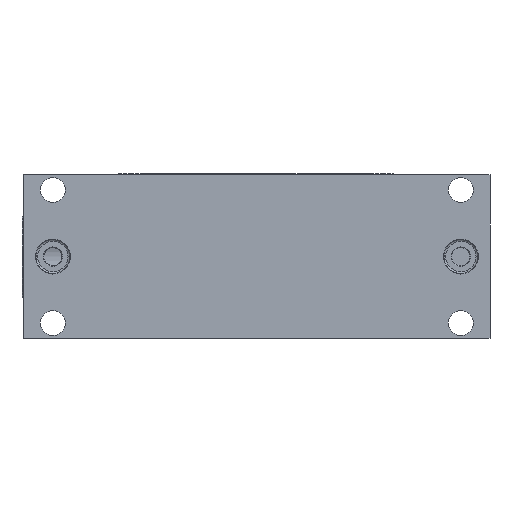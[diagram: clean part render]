
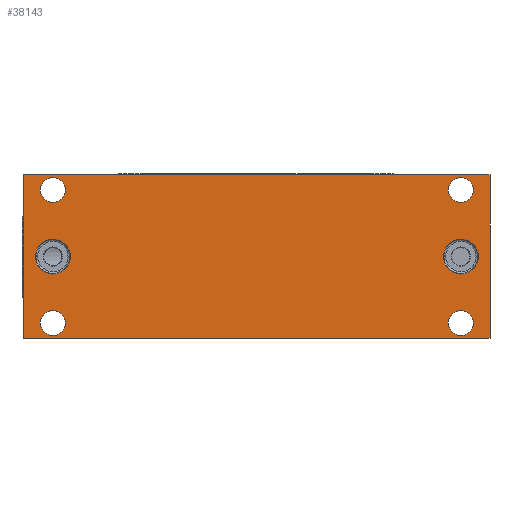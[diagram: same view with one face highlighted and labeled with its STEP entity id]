
A CAD part, front view. The second image highlights one B-rep face of the part: STEP entity #38143.
In plain terms, the highlighted planar face has unit normal (0, -1, 0).
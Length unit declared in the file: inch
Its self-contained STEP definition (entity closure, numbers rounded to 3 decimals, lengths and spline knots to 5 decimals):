
#36871=DIRECTION('',(0.,0.,-1.));
#36872=VECTOR('',#36871,1.45);
#36873=CARTESIAN_POINT('',(-2.07,-0.5,0.725));
#36874=LINE('',#36873,#36872);
#37031=DIRECTION('',(1.,0.,0.));
#37032=VECTOR('',#37031,4.14);
#37033=CARTESIAN_POINT('',(-2.07,-0.5,-0.725));
#37034=LINE('',#37033,#37032);
#37035=DIRECTION('',(1.,0.,0.));
#37036=VECTOR('',#37035,4.14);
#37037=CARTESIAN_POINT('',(-2.07,-0.5,0.725));
#37038=LINE('',#37037,#37036);
#37039=CARTESIAN_POINT('',(-1.811,-0.5,0.591));
#37040=DIRECTION('',(0.,1.,0.));
#37041=DIRECTION('',(1.,0.,0.));
#37042=AXIS2_PLACEMENT_3D('',#37039,#37040,#37041);
#37044=CARTESIAN_POINT('',(-1.811,-0.5,0.591));
#37045=DIRECTION('',(0.,1.,0.));
#37046=DIRECTION('',(-1.,0.,0.));
#37047=AXIS2_PLACEMENT_3D('',#37044,#37045,#37046);
#37049=CARTESIAN_POINT('',(-1.811,-0.5,-0.5905));
#37050=DIRECTION('',(0.,1.,0.));
#37051=DIRECTION('',(1.,0.,0.));
#37052=AXIS2_PLACEMENT_3D('',#37049,#37050,#37051);
#37054=CARTESIAN_POINT('',(-1.811,-0.5,-0.5905));
#37055=DIRECTION('',(0.,1.,0.));
#37056=DIRECTION('',(-1.,0.,0.));
#37057=AXIS2_PLACEMENT_3D('',#37054,#37055,#37056);
#37059=CARTESIAN_POINT('',(1.811,-0.5,0.591));
#37060=DIRECTION('',(0.,-1.,0.));
#37061=DIRECTION('',(-1.,0.,0.));
#37062=AXIS2_PLACEMENT_3D('',#37059,#37060,#37061);
#37064=CARTESIAN_POINT('',(1.811,-0.5,0.591));
#37065=DIRECTION('',(0.,-1.,0.));
#37066=DIRECTION('',(1.,0.,0.));
#37067=AXIS2_PLACEMENT_3D('',#37064,#37065,#37066);
#37069=CARTESIAN_POINT('',(1.811,-0.5,-0.5905));
#37070=DIRECTION('',(0.,-1.,0.));
#37071=DIRECTION('',(-1.,0.,0.));
#37072=AXIS2_PLACEMENT_3D('',#37069,#37070,#37071);
#37074=CARTESIAN_POINT('',(1.811,-0.5,-0.5905));
#37075=DIRECTION('',(0.,-1.,0.));
#37076=DIRECTION('',(1.,0.,0.));
#37077=AXIS2_PLACEMENT_3D('',#37074,#37075,#37076);
#37079=CARTESIAN_POINT('',(-1.811,-0.5,0.));
#37080=DIRECTION('',(0.,1.,0.));
#37081=DIRECTION('',(-1.,0.,0.));
#37082=AXIS2_PLACEMENT_3D('',#37079,#37080,#37081);
#37084=CARTESIAN_POINT('',(-1.811,-0.5,0.));
#37085=DIRECTION('',(0.,1.,0.));
#37086=DIRECTION('',(1.,0.,0.));
#37087=AXIS2_PLACEMENT_3D('',#37084,#37085,#37086);
#37089=CARTESIAN_POINT('',(1.811,-0.5,0.));
#37090=DIRECTION('',(0.,1.,0.));
#37091=DIRECTION('',(-1.,0.,0.));
#37092=AXIS2_PLACEMENT_3D('',#37089,#37090,#37091);
#37094=CARTESIAN_POINT('',(1.811,-0.5,0.));
#37095=DIRECTION('',(0.,1.,0.));
#37096=DIRECTION('',(1.,0.,0.));
#37097=AXIS2_PLACEMENT_3D('',#37094,#37095,#37096);
#37111=DIRECTION('',(0.,0.,-1.));
#37112=VECTOR('',#37111,1.45);
#37113=CARTESIAN_POINT('',(2.07,-0.5,0.725));
#37114=LINE('',#37113,#37112);
#37727=CARTESIAN_POINT('',(-2.07,-0.5,0.725));
#37729=VERTEX_POINT('',#37727);
#37730=CARTESIAN_POINT('',(-2.07,-0.5,-0.725));
#37731=VERTEX_POINT('',#37730);
#37735=CARTESIAN_POINT('',(2.07,-0.5,0.725));
#37737=VERTEX_POINT('',#37735);
#37738=CARTESIAN_POINT('',(2.07,-0.5,-0.725));
#37739=VERTEX_POINT('',#37738);
#37742=CARTESIAN_POINT('',(-1.7005,-0.5,0.591));
#37743=CARTESIAN_POINT('',(-1.9215,-0.5,0.591));
#37744=VERTEX_POINT('',#37742);
#37745=VERTEX_POINT('',#37743);
#37746=CARTESIAN_POINT('',(-1.7005,-0.5,-0.5905));
#37747=CARTESIAN_POINT('',(-1.9215,-0.5,-0.5905));
#37748=VERTEX_POINT('',#37746);
#37749=VERTEX_POINT('',#37747);
#37759=CARTESIAN_POINT('',(1.7005,-0.5,0.591));
#37761=VERTEX_POINT('',#37759);
#37763=CARTESIAN_POINT('',(1.9215,-0.5,0.591));
#37765=VERTEX_POINT('',#37763);
#37767=CARTESIAN_POINT('',(1.7005,-0.5,-0.5905));
#37769=VERTEX_POINT('',#37767);
#37771=CARTESIAN_POINT('',(1.9215,-0.5,-0.5905));
#37773=VERTEX_POINT('',#37771);
#37920=CARTESIAN_POINT('',(-1.966,-0.5,0.));
#37921=CARTESIAN_POINT('',(-1.656,-0.5,0.));
#37922=VERTEX_POINT('',#37920);
#37923=VERTEX_POINT('',#37921);
#37936=CARTESIAN_POINT('',(1.656,-0.5,0.));
#37937=CARTESIAN_POINT('',(1.966,-0.5,0.));
#37938=VERTEX_POINT('',#37936);
#37939=VERTEX_POINT('',#37937);
#38095=CARTESIAN_POINT('',(-2.07,-0.5,0.725));
#38096=DIRECTION('',(0.,-1.,0.));
#38097=DIRECTION('',(0.,0.,-1.));
#38098=AXIS2_PLACEMENT_3D('',#38095,#38096,#38097);
#38099=PLANE('',#38098);
#38100=ORIENTED_EDGE('',*,*,#37959,.F.);
#38101=ORIENTED_EDGE('',*,*,#37984,.T.);
#38103=ORIENTED_EDGE('',*,*,#38102,.T.);
#38104=ORIENTED_EDGE('',*,*,#38087,.F.);
#38105=EDGE_LOOP('',(#38100,#38101,#38103,#38104));
#38106=FACE_OUTER_BOUND('',#38105,.F.);
#38108=ORIENTED_EDGE('',*,*,#38107,.F.);
#38110=ORIENTED_EDGE('',*,*,#38109,.F.);
#38111=EDGE_LOOP('',(#38108,#38110));
#38112=FACE_BOUND('',#38111,.F.);
#38114=ORIENTED_EDGE('',*,*,#38113,.F.);
#38116=ORIENTED_EDGE('',*,*,#38115,.F.);
#38117=EDGE_LOOP('',(#38114,#38116));
#38118=FACE_BOUND('',#38117,.F.);
#38120=ORIENTED_EDGE('',*,*,#38119,.T.);
#38122=ORIENTED_EDGE('',*,*,#38121,.T.);
#38123=EDGE_LOOP('',(#38120,#38122));
#38124=FACE_BOUND('',#38123,.F.);
#38126=ORIENTED_EDGE('',*,*,#38125,.T.);
#38128=ORIENTED_EDGE('',*,*,#38127,.T.);
#38129=EDGE_LOOP('',(#38126,#38128));
#38130=FACE_BOUND('',#38129,.F.);
#38132=ORIENTED_EDGE('',*,*,#38131,.F.);
#38134=ORIENTED_EDGE('',*,*,#38133,.F.);
#38135=EDGE_LOOP('',(#38132,#38134));
#38136=FACE_BOUND('',#38135,.F.);
#38138=ORIENTED_EDGE('',*,*,#38137,.F.);
#38140=ORIENTED_EDGE('',*,*,#38139,.F.);
#38141=EDGE_LOOP('',(#38138,#38140));
#38142=FACE_BOUND('',#38141,.F.);
#38143=ADVANCED_FACE('',(#38106,#38112,#38118,#38124,#38130,#38136,#38142),
#38099,.T.);
#37043=CIRCLE('',#37042,0.1105);
#37048=CIRCLE('',#37047,0.1105);
#37053=CIRCLE('',#37052,0.1105);
#37058=CIRCLE('',#37057,0.1105);
#37063=CIRCLE('',#37062,0.1105);
#37068=CIRCLE('',#37067,0.1105);
#37073=CIRCLE('',#37072,0.1105);
#37078=CIRCLE('',#37077,0.1105);
#37083=CIRCLE('',#37082,0.155);
#37088=CIRCLE('',#37087,0.155);
#37093=CIRCLE('',#37092,0.155);
#37098=CIRCLE('',#37097,0.155);
#37959=EDGE_CURVE('',#37729,#37731,#36874,.T.);
#37984=EDGE_CURVE('',#37729,#37737,#37038,.T.);
#38087=EDGE_CURVE('',#37731,#37739,#37034,.T.);
#38102=EDGE_CURVE('',#37737,#37739,#37114,.T.);
#38107=EDGE_CURVE('',#37744,#37745,#37043,.T.);
#38109=EDGE_CURVE('',#37745,#37744,#37048,.T.);
#38113=EDGE_CURVE('',#37748,#37749,#37053,.T.);
#38115=EDGE_CURVE('',#37749,#37748,#37058,.T.);
#38119=EDGE_CURVE('',#37761,#37765,#37063,.T.);
#38121=EDGE_CURVE('',#37765,#37761,#37068,.T.);
#38125=EDGE_CURVE('',#37769,#37773,#37073,.T.);
#38127=EDGE_CURVE('',#37773,#37769,#37078,.T.);
#38131=EDGE_CURVE('',#37922,#37923,#37083,.T.);
#38133=EDGE_CURVE('',#37923,#37922,#37088,.T.);
#38137=EDGE_CURVE('',#37938,#37939,#37093,.T.);
#38139=EDGE_CURVE('',#37939,#37938,#37098,.T.);
